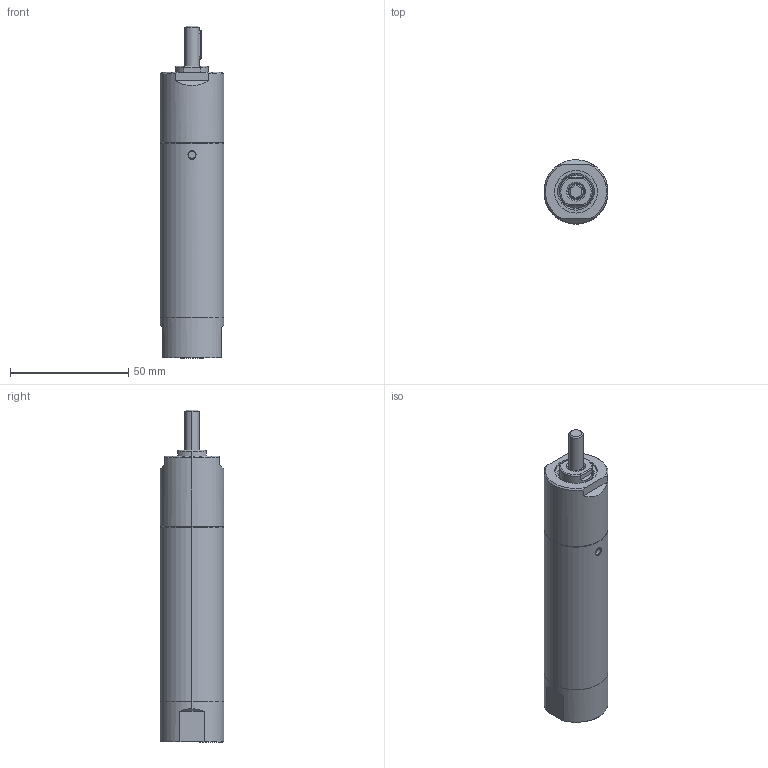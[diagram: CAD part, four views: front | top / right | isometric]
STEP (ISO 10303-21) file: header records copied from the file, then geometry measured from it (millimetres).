
FILE_DESCRIPTION((''),'2;1');
FILE_NAME('LZB14_L_AV_2_11_ASM','2015-10-07T',('Toodeo'),(''),'CREO PARAMETRIC BY PTC INC, 2015080','CREO PARAMETRIC BY PTC INC, 2015080','');
FILE_SCHEMA(('CONFIG_CONTROL_DESIGN','GEOMETRIC_VALIDATION_PROPERTIES_MIM'));
Length unit declared in the file: millimetre
Products named in the file (10): 4430078300; 4430077700; 4430077780_ASM; 4210052800; 4430078700; 0666810026; 4430078780_ASM; 4430078600; 0337251500; LZB14_L_AV_2_11_ASM
Assembly tree (9 placements, depth 4):
  LZB14_L_AV_2_11_ASM
    4430078300
    4430078780_ASM
      4430077780_ASM
        4430077700
      4210052800
      4430078700
      0666810026
    4430078600
    0337251500
Bounding box: 27 x 27 x 140.1 mm (x, y, z)
Volume: 31879.7 mm3; surface area: 27573.3 mm2
Topology: 7 solids, 10 shells, 296 faces, 716 edges, 447 vertices
Faces by surface type: cylinder 107, plane 103, cone 66, torus 20
Entity records: 11667 total; most frequent: CARTESIAN_POINT 1737, DIRECTION 1641, ORIENTED_EDGE 1398, PRESENTATION_STYLE_ASSIGNMENT 716, STYLED_ITEM 716, CURVE_STYLE 706, EDGE_CURVE 706, AXIS2_PLACEMENT_3D 648
